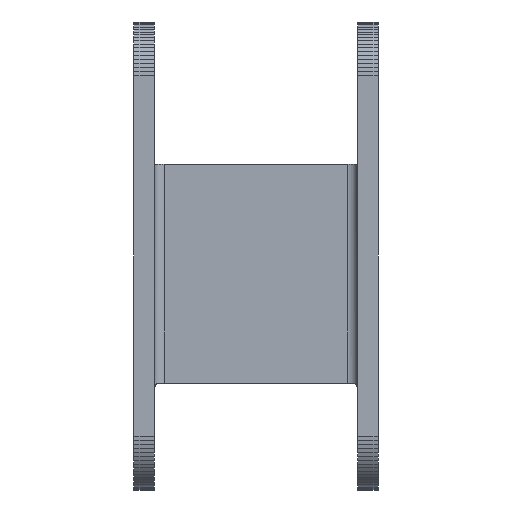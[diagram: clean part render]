
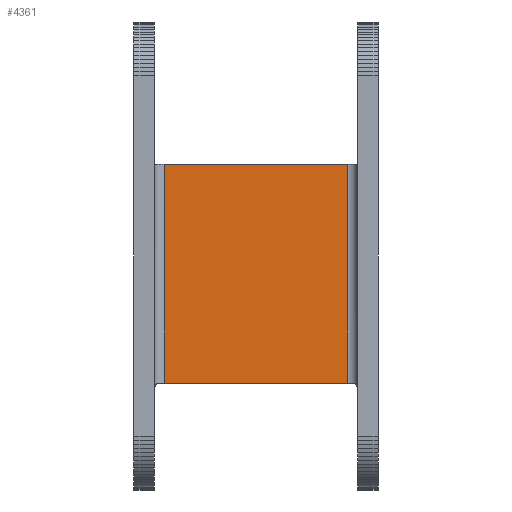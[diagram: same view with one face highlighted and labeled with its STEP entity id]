
A CAD part, front view. The second image highlights one B-rep face of the part: STEP entity #4361.
In plain terms, the highlighted planar face has unit normal (0, -1, 0).
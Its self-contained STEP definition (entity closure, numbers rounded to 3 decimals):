
#45 = CYLINDRICAL_SURFACE('',#46,2.);
#46 = AXIS2_PLACEMENT_3D('',#47,#48,#49);
#47 = CARTESIAN_POINT('',(-17.,14.,10.));
#48 = DIRECTION('',(0.,0.,1.));
#49 = DIRECTION('',(0.,1.,0.));
#176 = VERTEX_POINT('',#177);
#177 = CARTESIAN_POINT('',(-17.,16.,10.));
#194 = PLANE('',#195);
#195 = AXIS2_PLACEMENT_3D('',#196,#197,#198);
#196 = CARTESIAN_POINT('',(-23.,12.,10.));
#197 = DIRECTION('',(0.,0.,1.));
#198 = DIRECTION('',(1.,0.,0.));
#285 = VERTEX_POINT('',#286);
#286 = CARTESIAN_POINT('',(-17.,16.,53.));
#301 = PLANE('',#302);
#302 = AXIS2_PLACEMENT_3D('',#303,#304,#305);
#303 = CARTESIAN_POINT('',(-19.,-40.,53.));
#304 = DIRECTION('',(0.,0.,1.));
#305 = DIRECTION('',(1.,0.,0.));
#313 = EDGE_CURVE('',#176,#285,#314,.T.);
#314 = SURFACE_CURVE('',#315,(#319,#326),.PCURVE_S1.);
#315 = LINE('',#316,#317);
#316 = CARTESIAN_POINT('',(-17.,16.,10.));
#317 = VECTOR('',#318,1.);
#318 = DIRECTION('',(0.,0.,1.));
#319 = PCURVE('',#45,#320);
#320 = DEFINITIONAL_REPRESENTATION('',(#321),#325);
#321 = LINE('',#322,#323);
#322 = CARTESIAN_POINT('',(0.,0.));
#323 = VECTOR('',#324,1.);
#324 = DIRECTION('',(0.,1.));
#325 = ( GEOMETRIC_REPRESENTATION_CONTEXT(2) 
PARAMETRIC_REPRESENTATION_CONTEXT() REPRESENTATION_CONTEXT('2D SPACE',''
  ) );
#326 = PCURVE('',#327,#332);
#327 = PLANE('',#328);
#328 = AXIS2_PLACEMENT_3D('',#329,#330,#331);
#329 = CARTESIAN_POINT('',(-19.,16.,-22.));
#330 = DIRECTION('',(0.,1.,0.));
#331 = DIRECTION('',(0.,0.,1.));
#332 = DEFINITIONAL_REPRESENTATION('',(#333),#337);
#333 = LINE('',#334,#335);
#334 = CARTESIAN_POINT('',(32.,2.));
#335 = VECTOR('',#336,1.);
#336 = DIRECTION('',(1.,0.));
#337 = ( GEOMETRIC_REPRESENTATION_CONTEXT(2) 
PARAMETRIC_REPRESENTATION_CONTEXT() REPRESENTATION_CONTEXT('2D SPACE',''
  ) );
#4229 = VERTEX_POINT('',#4230);
#4230 = CARTESIAN_POINT('',(19.,16.,10.));
#4251 = CYLINDRICAL_SURFACE('',#4252,2.);
#4252 = AXIS2_PLACEMENT_3D('',#4253,#4254,#4255);
#4253 = CARTESIAN_POINT('',(19.,14.,10.));
#4254 = DIRECTION('',(0.,0.,1.));
#4255 = DIRECTION('',(0.,1.,0.));
#4343 = EDGE_CURVE('',#4229,#176,#4344,.T.);
#4344 = SURFACE_CURVE('',#4345,(#4349,#4355),.PCURVE_S1.);
#4345 = LINE('',#4346,#4347);
#4346 = CARTESIAN_POINT('',(-21.,16.,10.));
#4347 = VECTOR('',#4348,1.);
#4348 = DIRECTION('',(-1.,0.,0.));
#4349 = PCURVE('',#194,#4350);
#4350 = DEFINITIONAL_REPRESENTATION('',(#4351),#4354);
#4351 = B_SPLINE_CURVE_WITH_KNOTS('',1,(#4352,#4353),.UNSPECIFIED.,.F.,
  .F.,(2,2),(-42.,-2.),.PIECEWISE_BEZIER_KNOTS.);
#4352 = CARTESIAN_POINT('',(44.,4.));
#4353 = CARTESIAN_POINT('',(4.,4.));
#4354 = ( GEOMETRIC_REPRESENTATION_CONTEXT(2) 
PARAMETRIC_REPRESENTATION_CONTEXT() REPRESENTATION_CONTEXT('2D SPACE',''
  ) );
#4355 = PCURVE('',#327,#4356);
#4356 = DEFINITIONAL_REPRESENTATION('',(#4357),#4360);
#4357 = B_SPLINE_CURVE_WITH_KNOTS('',1,(#4358,#4359),.UNSPECIFIED.,.F.,
  .F.,(2,2),(-42.,-2.),.PIECEWISE_BEZIER_KNOTS.);
#4358 = CARTESIAN_POINT('',(32.,40.));
#4359 = CARTESIAN_POINT('',(32.,0.));
#4360 = ( GEOMETRIC_REPRESENTATION_CONTEXT(2) 
PARAMETRIC_REPRESENTATION_CONTEXT() REPRESENTATION_CONTEXT('2D SPACE',''
  ) );
#4361 = ADVANCED_FACE('',(#4362),#327,.F.);
#4362 = FACE_BOUND('',#4363,.F.);
#4363 = EDGE_LOOP('',(#4364,#4385,#4406,#4407));
#4364 = ORIENTED_EDGE('',*,*,#4365,.T.);
#4365 = EDGE_CURVE('',#285,#4366,#4368,.T.);
#4366 = VERTEX_POINT('',#4367);
#4367 = CARTESIAN_POINT('',(19.,16.,53.));
#4368 = SURFACE_CURVE('',#4369,(#4373,#4379),.PCURVE_S1.);
#4369 = LINE('',#4370,#4371);
#4370 = CARTESIAN_POINT('',(-19.,16.,53.));
#4371 = VECTOR('',#4372,1.);
#4372 = DIRECTION('',(1.,0.,0.));
#4373 = PCURVE('',#327,#4374);
#4374 = DEFINITIONAL_REPRESENTATION('',(#4375),#4378);
#4375 = B_SPLINE_CURVE_WITH_KNOTS('',1,(#4376,#4377),.UNSPECIFIED.,.F.,
  .F.,(2,2),(0.,40.),.PIECEWISE_BEZIER_KNOTS.);
#4376 = CARTESIAN_POINT('',(75.,0.));
#4377 = CARTESIAN_POINT('',(75.,40.));
#4378 = ( GEOMETRIC_REPRESENTATION_CONTEXT(2) 
PARAMETRIC_REPRESENTATION_CONTEXT() REPRESENTATION_CONTEXT('2D SPACE',''
  ) );
#4379 = PCURVE('',#301,#4380);
#4380 = DEFINITIONAL_REPRESENTATION('',(#4381),#4384);
#4381 = B_SPLINE_CURVE_WITH_KNOTS('',1,(#4382,#4383),.UNSPECIFIED.,.F.,
  .F.,(2,2),(0.,40.),.PIECEWISE_BEZIER_KNOTS.);
#4382 = CARTESIAN_POINT('',(0.,56.));
#4383 = CARTESIAN_POINT('',(40.,56.));
#4384 = ( GEOMETRIC_REPRESENTATION_CONTEXT(2) 
PARAMETRIC_REPRESENTATION_CONTEXT() REPRESENTATION_CONTEXT('2D SPACE',''
  ) );
#4385 = ORIENTED_EDGE('',*,*,#4386,.F.);
#4386 = EDGE_CURVE('',#4229,#4366,#4387,.T.);
#4387 = SURFACE_CURVE('',#4388,(#4392,#4399),.PCURVE_S1.);
#4388 = LINE('',#4389,#4390);
#4389 = CARTESIAN_POINT('',(19.,16.,10.));
#4390 = VECTOR('',#4391,1.);
#4391 = DIRECTION('',(0.,0.,1.));
#4392 = PCURVE('',#327,#4393);
#4393 = DEFINITIONAL_REPRESENTATION('',(#4394),#4398);
#4394 = LINE('',#4395,#4396);
#4395 = CARTESIAN_POINT('',(32.,38.));
#4396 = VECTOR('',#4397,1.);
#4397 = DIRECTION('',(1.,0.));
#4398 = ( GEOMETRIC_REPRESENTATION_CONTEXT(2) 
PARAMETRIC_REPRESENTATION_CONTEXT() REPRESENTATION_CONTEXT('2D SPACE',''
  ) );
#4399 = PCURVE('',#4251,#4400);
#4400 = DEFINITIONAL_REPRESENTATION('',(#4401),#4405);
#4401 = LINE('',#4402,#4403);
#4402 = CARTESIAN_POINT('',(-0.,0.));
#4403 = VECTOR('',#4404,1.);
#4404 = DIRECTION('',(-0.,1.));
#4405 = ( GEOMETRIC_REPRESENTATION_CONTEXT(2) 
PARAMETRIC_REPRESENTATION_CONTEXT() REPRESENTATION_CONTEXT('2D SPACE',''
  ) );
#4406 = ORIENTED_EDGE('',*,*,#4343,.T.);
#4407 = ORIENTED_EDGE('',*,*,#313,.T.);
